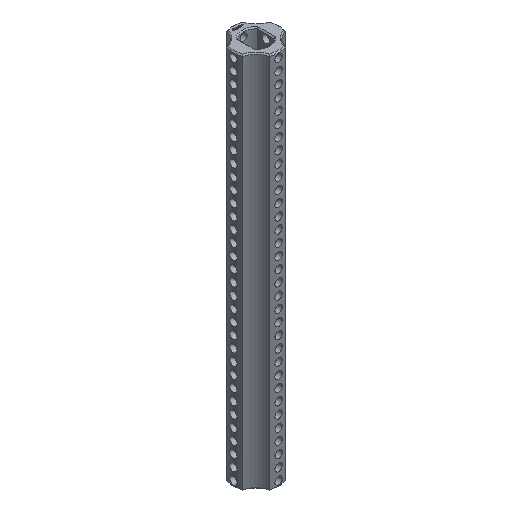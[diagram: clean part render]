
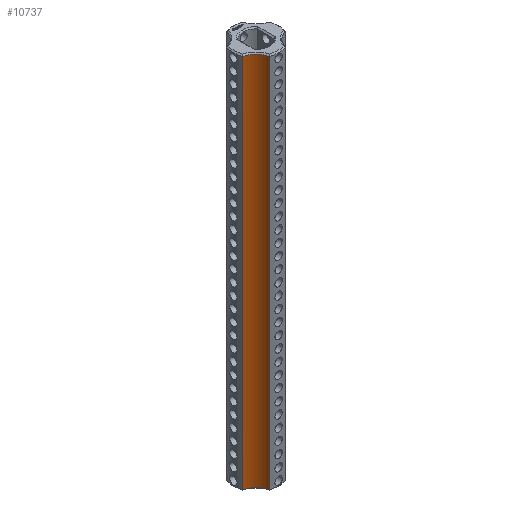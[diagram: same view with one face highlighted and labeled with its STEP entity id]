
A CAD part, isometric view. The second image highlights one B-rep face of the part: STEP entity #10737.
In plain terms, the highlighted cylindrical face has radius 5 mm (diameter 10 mm), a partial arc.
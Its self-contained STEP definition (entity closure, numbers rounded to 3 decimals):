
#3483 = EDGE_CURVE('',#3484,#3486,#3488,.T.);
#3484 = VERTEX_POINT('',#3485);
#3485 = CARTESIAN_POINT('',(-2.225,-5.841,0.3));
#3486 = VERTEX_POINT('',#3487);
#3487 = CARTESIAN_POINT('',(-2.225,-5.841,102.825));
#3488 = LINE('',#3489,#3490);
#3489 = CARTESIAN_POINT('',(-2.225,-5.841,0.));
#3490 = VECTOR('',#3491,1.);
#3491 = DIRECTION('',(0.,0.,1.));
#10737 = ADVANCED_FACE('',(#10738),#10765,.F.);
#10738 = FACE_BOUND('',#10739,.T.);
#10739 = EDGE_LOOP('',(#10740,#10741,#10750,#10758));
#10740 = ORIENTED_EDGE('',*,*,#3483,.T.);
#10741 = ORIENTED_EDGE('',*,*,#10742,.T.);
#10742 = EDGE_CURVE('',#3486,#10743,#10745,.T.);
#10743 = VERTEX_POINT('',#10744);
#10744 = CARTESIAN_POINT('',(-5.841,-2.225,102.825));
#10745 = CIRCLE('',#10746,5.);
#10746 = AXIS2_PLACEMENT_3D('',#10747,#10748,#10749);
#10747 = CARTESIAN_POINT('',(-7.071,-7.071,102.825));
#10748 = DIRECTION('',(0.,-0.,1.));
#10749 = DIRECTION('',(0.969,0.246,0.));
#10750 = ORIENTED_EDGE('',*,*,#10751,.F.);
#10751 = EDGE_CURVE('',#10752,#10743,#10754,.T.);
#10752 = VERTEX_POINT('',#10753);
#10753 = CARTESIAN_POINT('',(-5.841,-2.225,0.3));
#10754 = LINE('',#10755,#10756);
#10755 = CARTESIAN_POINT('',(-5.841,-2.225,0.));
#10756 = VECTOR('',#10757,1.);
#10757 = DIRECTION('',(0.,0.,1.));
#10758 = ORIENTED_EDGE('',*,*,#10759,.F.);
#10759 = EDGE_CURVE('',#3484,#10752,#10760,.T.);
#10760 = CIRCLE('',#10761,5.);
#10761 = AXIS2_PLACEMENT_3D('',#10762,#10763,#10764);
#10762 = CARTESIAN_POINT('',(-7.071,-7.071,0.3));
#10763 = DIRECTION('',(0.,-0.,1.));
#10764 = DIRECTION('',(0.969,0.246,0.));
#10765 = CYLINDRICAL_SURFACE('',#10766,5.);
#10766 = AXIS2_PLACEMENT_3D('',#10767,#10768,#10769);
#10767 = CARTESIAN_POINT('',(-7.071,-7.071,0.));
#10768 = DIRECTION('',(-0.,-0.,-1.));
#10769 = DIRECTION('',(1.,0.,0.));
